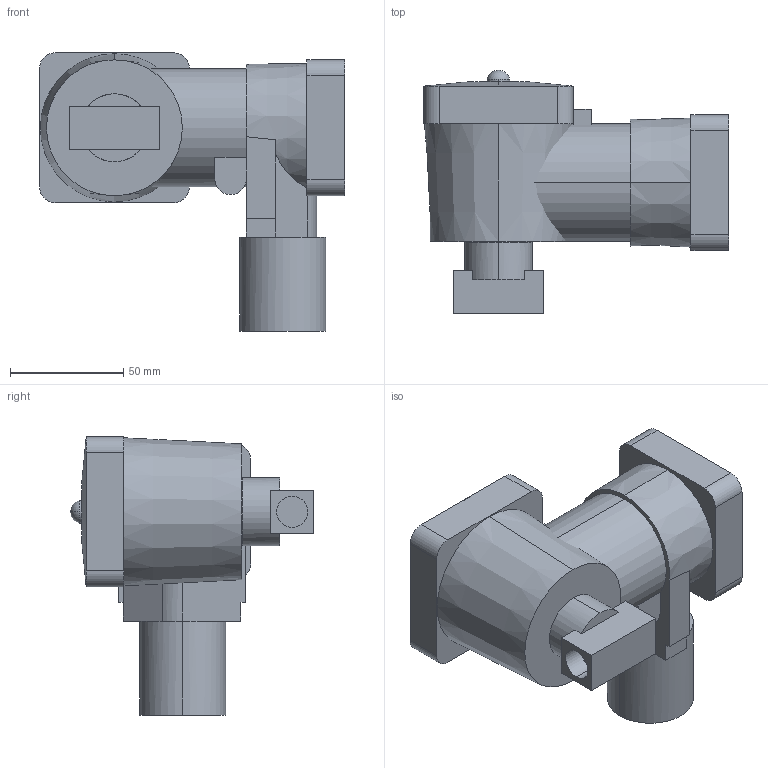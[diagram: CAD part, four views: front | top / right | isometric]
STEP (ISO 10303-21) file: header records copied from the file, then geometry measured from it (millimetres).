
FILE_DESCRIPTION (( 'STEP AP214' ), '1' );
FILE_NAME ('YS301K-9B.STEP', '2025-09-08T04:42:07', ( '' ), ( '' ), 'SwSTEP 2.0', 'SolidWorks 2024', '' );
FILE_SCHEMA (( 'AUTOMOTIVE_DESIGN' ));
Length unit declared in the file: millimetre
Products named in the file (4): AS321J; YS301K-9B; ZS301-9_9B; TBK_K
Assembly tree (3 placements, depth 2):
  YS301K-9B
    ZS301-9_9B
    AS321J
    TBK_K
Bounding box: 134.7 x 107.45 x 122.9 mm (x, y, z)
Volume: 572161 mm3; surface area: 79685.6 mm2
Topology: 5 solids, 6 shells, 109 faces, 253 edges, 167 vertices
Faces by surface type: plane 62, cylinder 39, cone 6, sphere 2
Entity records: 3410 total; most frequent: CARTESIAN_POINT 699, DIRECTION 577, ORIENTED_EDGE 506, EDGE_CURVE 253, AXIS2_PLACEMENT_3D 219, VERTEX_POINT 167, VECTOR 139, LINE 139
